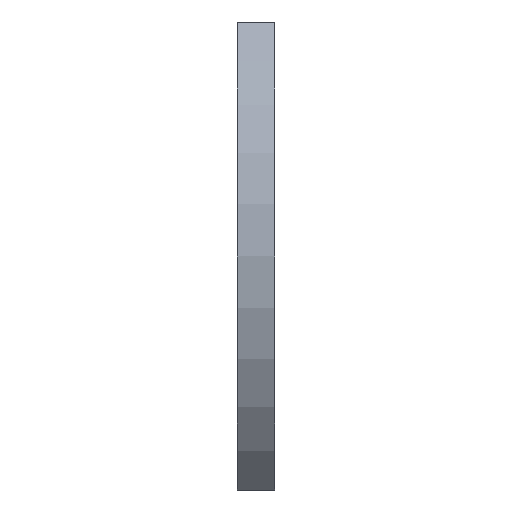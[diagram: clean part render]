
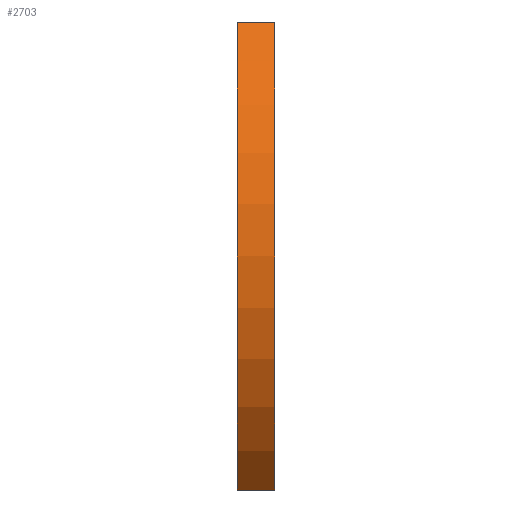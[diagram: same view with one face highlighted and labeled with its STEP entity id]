
A CAD part, left-side view. The second image highlights one B-rep face of the part: STEP entity #2703.
In plain terms, the highlighted cylindrical face has radius 68.889 mm (diameter 137.779 mm), a partial arc.
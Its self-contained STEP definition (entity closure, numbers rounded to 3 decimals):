
#313 = DIRECTION ( 'NONE',  ( 0., 1., 0. ) ) ;
#394 = EDGE_CURVE ( 'NONE', #4260, #2837, #7217, .T. ) ;
#770 = EDGE_CURVE ( 'NONE', #8717, #9317, #2670, .T. ) ;
#1106 = CARTESIAN_POINT ( 'NONE',  ( -63.5, 8., 50. ) ) ;
#2038 = ORIENTED_EDGE ( 'NONE', *, *, #394, .F. ) ;
#2301 = ORIENTED_EDGE ( 'NONE', *, *, #770, .T. ) ;
#2644 = AXIS2_PLACEMENT_3D ( 'NONE', #6976, #313, #2727 ) ;
#2670 = LINE ( 'NONE', #7960, #8954 ) ;
#2703 = ADVANCED_FACE ( 'NONE', ( #4686 ), #8658, .T. ) ;
#2727 = DIRECTION ( 'NONE',  ( 0., 0., 1. ) ) ;
#2837 = VERTEX_POINT ( 'NONE', #7357 ) ;
#2848 = DIRECTION ( 'NONE',  ( 0., -1., 0. ) ) ;
#3681 = CARTESIAN_POINT ( 'NONE',  ( -16.11, 0., 0. ) ) ;
#3869 = CARTESIAN_POINT ( 'NONE',  ( -63.5, 0., -50. ) ) ;
#4236 = CIRCLE ( 'NONE', #2644, 68.89 ) ;
#4260 = VERTEX_POINT ( 'NONE', #1106 ) ;
#4313 = CARTESIAN_POINT ( 'NONE',  ( -63.5, 8., -50. ) ) ;
#4551 = DIRECTION ( 'NONE',  ( 0., 0., 1. ) ) ;
#4686 = FACE_OUTER_BOUND ( 'NONE', #10083, .T. ) ;
#5701 = ORIENTED_EDGE ( 'NONE', *, *, #8425, .T. ) ;
#5814 = ORIENTED_EDGE ( 'NONE', *, *, #8365, .F. ) ;
#6976 = CARTESIAN_POINT ( 'NONE',  ( -16.11, 8., 0. ) ) ;
#7217 = LINE ( 'NONE', #9110, #8164 ) ;
#7357 = CARTESIAN_POINT ( 'NONE',  ( -63.5, 0., 50. ) ) ;
#7497 = DIRECTION ( 'NONE',  ( 0., -1., 0. ) ) ;
#7960 = CARTESIAN_POINT ( 'NONE',  ( -63.5, 8., -50. ) ) ;
#8164 = VECTOR ( 'NONE', #7497, 1000. ) ;
#8365 = EDGE_CURVE ( 'NONE', #8717, #4260, #4236, .T. ) ;
#8425 = EDGE_CURVE ( 'NONE', #9317, #2837, #8639, .T. ) ;
#8639 = CIRCLE ( 'NONE', #10294, 68.89 ) ;
#8658 = CYLINDRICAL_SURFACE ( 'NONE', #9711, 68.89 ) ;
#8717 = VERTEX_POINT ( 'NONE', #4313 ) ;
#8733 = DIRECTION ( 'NONE',  ( 0., -1., 0. ) ) ;
#8954 = VECTOR ( 'NONE', #8733, 1000. ) ;
#9110 = CARTESIAN_POINT ( 'NONE',  ( -63.5, 8., 50. ) ) ;
#9317 = VERTEX_POINT ( 'NONE', #3869 ) ;
#9561 = CARTESIAN_POINT ( 'NONE',  ( -16.11, 8., 0. ) ) ;
#9631 = DIRECTION ( 'NONE',  ( 0., 1., 0. ) ) ;
#9711 = AXIS2_PLACEMENT_3D ( 'NONE', #9561, #2848, #10503 ) ;
#10083 = EDGE_LOOP ( 'NONE', ( #5701, #2038, #5814, #2301 ) ) ;
#10294 = AXIS2_PLACEMENT_3D ( 'NONE', #3681, #9631, #4551 ) ;
#10503 = DIRECTION ( 'NONE',  ( 0., 0., -1. ) ) ;
